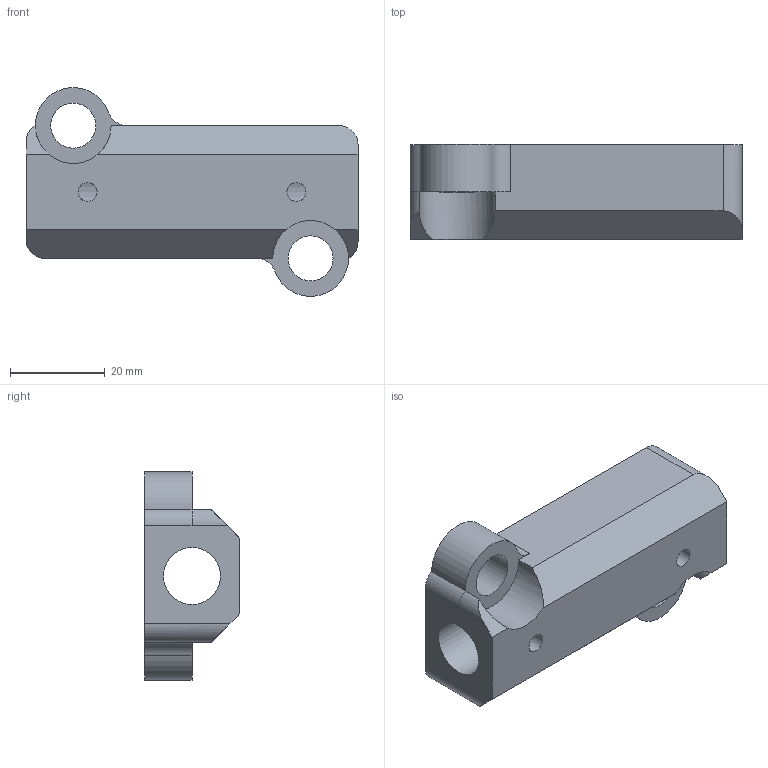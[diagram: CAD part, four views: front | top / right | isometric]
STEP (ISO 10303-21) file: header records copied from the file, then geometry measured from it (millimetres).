
FILE_DESCRIPTION(/* description */ (''),/* implementation_level */ '2;1');
FILE_NAME(/* name */ 'Alan''s Website Files/Magnabend/Magnabend Images/Mounting Block - Welded v9.step',/* time_stamp */ '2019-10-18T00:32:53+11:00',/* author */ (''),/* organization */ (''),/* preprocessor_version */ 'ST-DEVELOPER v18',/* originating_system */ 'Autodesk Translation Framework v8.6.0.1094',/* authorisation */ '');
FILE_SCHEMA (('AUTOMOTIVE_DESIGN { 1 0 10303 214 3 1 1 }'));
Length unit declared in the file: millimetre
Products named in the file (1): Mounting Block - Welded
Bounding box: 70 x 20 x 43.95 mm (x, y, z)
Volume: 27363.8 mm3; surface area: 10789.4 mm2
Topology: 1 solids, 1 shells, 34 faces, 93 edges, 62 vertices
Faces by surface type: cylinder 19, plane 15
Full cylindrical faces by diameter (mm): 4 x2, 9.5 x2, 12 x1
Entity records: 1210 total; most frequent: CARTESIAN_POINT 258, DIRECTION 199, ORIENTED_EDGE 186, EDGE_CURVE 93, AXIS2_PLACEMENT_3D 75, VERTEX_POINT 62, LINE 49, VECTOR 49
